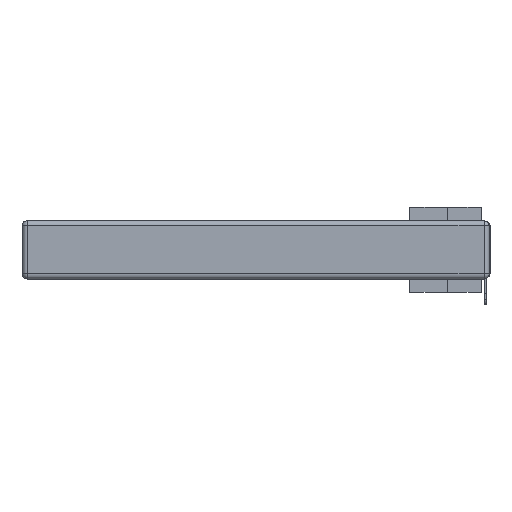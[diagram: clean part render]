
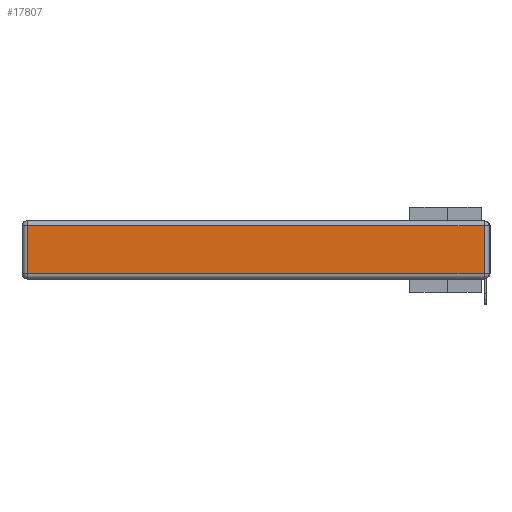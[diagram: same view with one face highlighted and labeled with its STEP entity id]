
A CAD part, left-side view. The second image highlights one B-rep face of the part: STEP entity #17807.
In plain terms, the highlighted planar face has unit normal (-1, 0, 0).
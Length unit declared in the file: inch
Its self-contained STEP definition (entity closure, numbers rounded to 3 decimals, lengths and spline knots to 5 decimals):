
#2400 = EDGE_CURVE ( 'NONE', #18360, #23660, #25076, .T. ) ;
#3531 = LINE ( 'NONE', #31068, #10316 ) ;
#3549 = VECTOR ( 'NONE', #9246, 39.37008 ) ;
#4345 = EDGE_CURVE ( 'NONE', #18042, #18360, #26978, .T. ) ;
#5562 = CARTESIAN_POINT ( 'NONE',  ( 0., 0., -0.343 ) ) ;
#8248 = DIRECTION ( 'NONE',  ( -1., 0., 0. ) ) ;
#9246 = DIRECTION ( 'NONE',  ( 0., -1., 0. ) ) ;
#9465 = ORIENTED_EDGE ( 'NONE', *, *, #4345, .T. ) ;
#10316 = VECTOR ( 'NONE', #25367, 39.37008 ) ;
#11052 = ORIENTED_EDGE ( 'NONE', *, *, #2400, .T. ) ;
#11793 = VERTEX_POINT ( 'NONE', #28558 ) ;
#13007 = CARTESIAN_POINT ( 'NONE',  ( 0., 0.03, -0.343 ) ) ;
#13779 = AXIS2_PLACEMENT_3D ( 'NONE', #5562, #8248, #23989 ) ;
#16216 = VECTOR ( 'NONE', #21874, 39.37008 ) ;
#16457 = FACE_OUTER_BOUND ( 'NONE', #24863, .T. ) ;
#17807 = ADVANCED_FACE ( 'NONE', ( #16457 ), #29531, .T. ) ;
#18042 = VERTEX_POINT ( 'NONE', #24905 ) ;
#18360 = VERTEX_POINT ( 'NONE', #21071 ) ;
#18660 = EDGE_CURVE ( 'NONE', #11793, #18042, #23208, .T. ) ;
#18783 = VECTOR ( 'NONE', #21598, 39.37008 ) ;
#21071 = CARTESIAN_POINT ( 'NONE',  ( 0., 0.03, -0.03 ) ) ;
#21598 = DIRECTION ( 'NONE',  ( 0., 0., 1. ) ) ;
#21874 = DIRECTION ( 'NONE',  ( 0., 1., 0. ) ) ;
#22841 = CARTESIAN_POINT ( 'NONE',  ( 0., 0., -0.313 ) ) ;
#23208 = LINE ( 'NONE', #22841, #3549 ) ;
#23660 = VERTEX_POINT ( 'NONE', #31744 ) ;
#23989 = DIRECTION ( 'NONE',  ( 0., 0., 1. ) ) ;
#24863 = EDGE_LOOP ( 'NONE', ( #32460, #9465, #11052, #30341 ) ) ;
#24905 = CARTESIAN_POINT ( 'NONE',  ( 0., 0.03, -0.313 ) ) ;
#25076 = LINE ( 'NONE', #33461, #16216 ) ;
#25367 = DIRECTION ( 'NONE',  ( 0., 0., -1. ) ) ;
#26978 = LINE ( 'NONE', #13007, #18783 ) ;
#28558 = CARTESIAN_POINT ( 'NONE',  ( 0., 2.72, -0.313 ) ) ;
#29531 = PLANE ( 'NONE',  #13779 ) ;
#30341 = ORIENTED_EDGE ( 'NONE', *, *, #33478, .T. ) ;
#31068 = CARTESIAN_POINT ( 'NONE',  ( 0., 2.72, -0.343 ) ) ;
#31744 = CARTESIAN_POINT ( 'NONE',  ( 0., 2.72, -0.03 ) ) ;
#32460 = ORIENTED_EDGE ( 'NONE', *, *, #18660, .T. ) ;
#33461 = CARTESIAN_POINT ( 'NONE',  ( 0., 2.75, -0.03 ) ) ;
#33478 = EDGE_CURVE ( 'NONE', #23660, #11793, #3531, .T. ) ;
